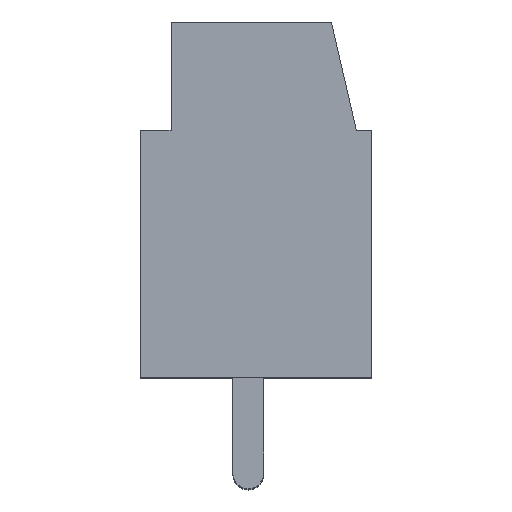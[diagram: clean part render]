
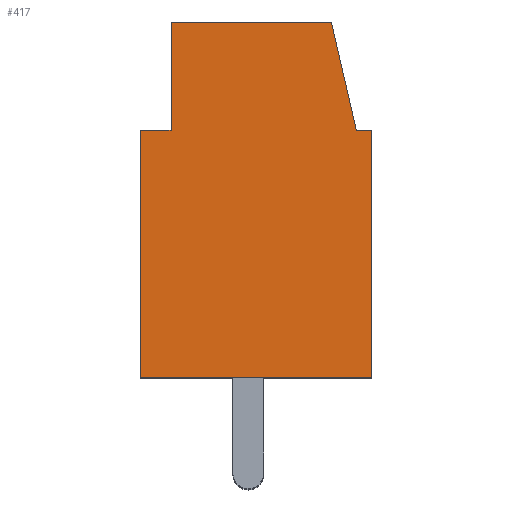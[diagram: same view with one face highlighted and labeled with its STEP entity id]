
A CAD part, top view. The second image highlights one B-rep face of the part: STEP entity #417.
In plain terms, the highlighted planar face has unit normal (0, 0, 1).
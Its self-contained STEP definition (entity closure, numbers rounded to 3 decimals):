
#417 = ADVANCED_FACE( '', ( #972 ), #973, .T. );
#972 = FACE_OUTER_BOUND( '', #1702, .T. );
#973 = PLANE( '', #1703 );
#1702 = EDGE_LOOP( '', ( #2619, #2620, #2621, #2622, #2623, #2624, #2625, #2626 ) );
#1703 = AXIS2_PLACEMENT_3D( '', #2627, #2628, #2629 );
#2619 = ORIENTED_EDGE( '', *, *, #4916, .T. );
#2620 = ORIENTED_EDGE( '', *, *, #4917, .T. );
#2621 = ORIENTED_EDGE( '', *, *, #4918, .T. );
#2622 = ORIENTED_EDGE( '', *, *, #4919, .F. );
#2623 = ORIENTED_EDGE( '', *, *, #4920, .F. );
#2624 = ORIENTED_EDGE( '', *, *, #4921, .T. );
#2625 = ORIENTED_EDGE( '', *, *, #4922, .T. );
#2626 = ORIENTED_EDGE( '', *, *, #4923, .T. );
#2627 = CARTESIAN_POINT( '', ( -8.433, 0.923, 0. ) );
#2628 = DIRECTION( '', ( 0., 0., 1. ) );
#2629 = DIRECTION( '', ( 1., 0., 0. ) );
#4916 = EDGE_CURVE( '', #6027, #6028, #6029, .T. );
#4917 = EDGE_CURVE( '', #6028, #6030, #6031, .T. );
#4918 = EDGE_CURVE( '', #6030, #6032, #6033, .T. );
#4919 = EDGE_CURVE( '', #6034, #6032, #6035, .T. );
#4920 = EDGE_CURVE( '', #6036, #6034, #6037, .T. );
#4921 = EDGE_CURVE( '', #6036, #6038, #6039, .T. );
#4922 = EDGE_CURVE( '', #6038, #6040, #6041, .T. );
#4923 = EDGE_CURVE( '', #6040, #6027, #6042, .T. );
#6027 = VERTEX_POINT( '', #7646 );
#6028 = VERTEX_POINT( '', #7647 );
#6029 = LINE( '', #7648, #7649 );
#6030 = VERTEX_POINT( '', #7650 );
#6031 = LINE( '', #7651, #7652 );
#6032 = VERTEX_POINT( '', #7653 );
#6033 = LINE( '', #7654, #7655 );
#6034 = VERTEX_POINT( '', #7656 );
#6035 = LINE( '', #7657, #7658 );
#6036 = VERTEX_POINT( '', #7659 );
#6037 = LINE( '', #7660, #7661 );
#6038 = VERTEX_POINT( '', #7662 );
#6039 = LINE( '', #7663, #7664 );
#6040 = VERTEX_POINT( '', #7665 );
#6041 = LINE( '', #7666, #7667 );
#6042 = LINE( '', #7668, #7669 );
#7646 = CARTESIAN_POINT( '', ( 0., 0., 0. ) );
#7647 = CARTESIAN_POINT( '', ( 0., 8., 0. ) );
#7648 = CARTESIAN_POINT( '', ( 0., 0., 0. ) );
#7649 = VECTOR( '', #9490, 1000. );
#7650 = CARTESIAN_POINT( '', ( -0.5, 8., 0. ) );
#7651 = CARTESIAN_POINT( '', ( -4., 8., 0. ) );
#7652 = VECTOR( '', #9491, 1000. );
#7653 = CARTESIAN_POINT( '', ( -1.308, 11.5, 0. ) );
#7654 = CARTESIAN_POINT( '', ( -0.5, 8., 0. ) );
#7655 = VECTOR( '', #9492, 1000. );
#7656 = CARTESIAN_POINT( '', ( -6.5, 11.5, 0. ) );
#7657 = CARTESIAN_POINT( '', ( -4., 11.5, 0. ) );
#7658 = VECTOR( '', #9493, 1000. );
#7659 = CARTESIAN_POINT( '', ( -6.5, 8., 0. ) );
#7660 = CARTESIAN_POINT( '', ( -6.5, 0., 0. ) );
#7661 = VECTOR( '', #9494, 1000. );
#7662 = CARTESIAN_POINT( '', ( -7.5, 8., 0. ) );
#7663 = CARTESIAN_POINT( '', ( -4., 8., 0. ) );
#7664 = VECTOR( '', #9495, 1000. );
#7665 = CARTESIAN_POINT( '', ( -7.5, 0., 0. ) );
#7666 = CARTESIAN_POINT( '', ( -7.5, 0., 0. ) );
#7667 = VECTOR( '', #9496, 1000. );
#7668 = CARTESIAN_POINT( '', ( -4., 0., 0. ) );
#7669 = VECTOR( '', #9497, 1000. );
#9490 = DIRECTION( '', ( 0., 1., 0. ) );
#9491 = DIRECTION( '', ( -1., 0., 0. ) );
#9492 = DIRECTION( '', ( -0.225, 0.974, 0. ) );
#9493 = DIRECTION( '', ( 1., 0., 0. ) );
#9494 = DIRECTION( '', ( 0., 1., 0. ) );
#9495 = DIRECTION( '', ( -1., 0., 0. ) );
#9496 = DIRECTION( '', ( 0., -1., 0. ) );
#9497 = DIRECTION( '', ( 1., 0., 0. ) );
